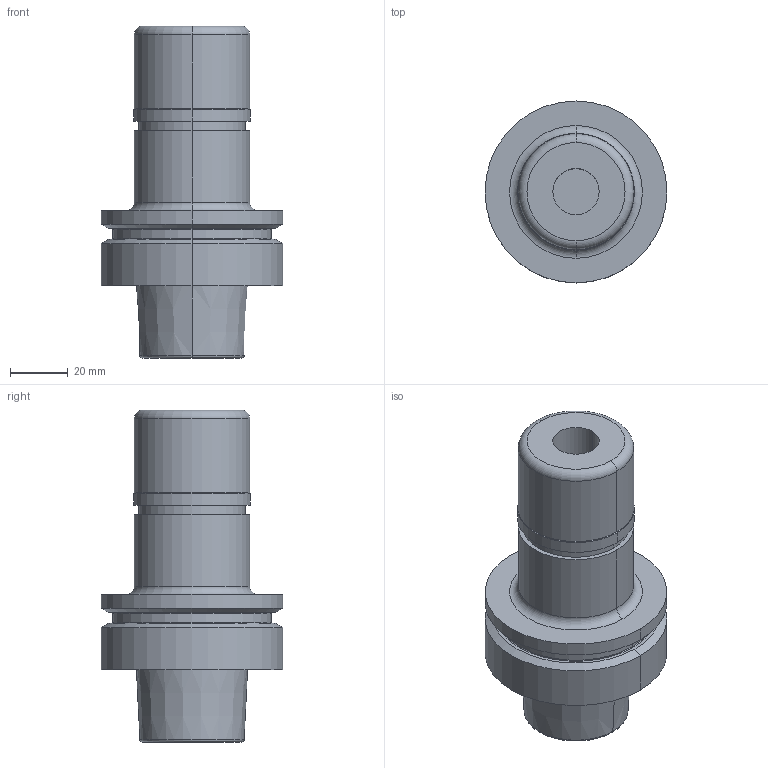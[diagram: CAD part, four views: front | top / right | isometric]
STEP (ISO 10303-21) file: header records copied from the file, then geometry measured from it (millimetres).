
FILE_DESCRIPTION (( 'STEP AP203' ), '1' );
FILE_NAME ('STP-103-763-016-090-1.STEP', '2021-06-02T10:53:35', ( '' ), ( '' ), 'SwSTEP 2.0', 'SolidWorks 2017', '' );
FILE_SCHEMA (( 'CONFIG_CONTROL_DESIGN' ));
Length unit declared in the file: millimetre
Products named in the file (1): STP-103-763-016-090-1
Bounding box: 63 x 63 x 115 mm (x, y, z)
Volume: 153279.2 mm3; surface area: 28928.5 mm2
Topology: 1 solids, 1 shells, 60 faces, 120 edges, 69 vertices
Faces by surface type: cylinder 24, cone 14, torus 12, plane 10
Entity records: 1627 total; most frequent: DIRECTION 320, CARTESIAN_POINT 248, ORIENTED_EDGE 236, AXIS2_PLACEMENT_3D 141, EDGE_CURVE 118, CIRCLE 80, EDGE_LOOP 69, VERTEX_POINT 69
